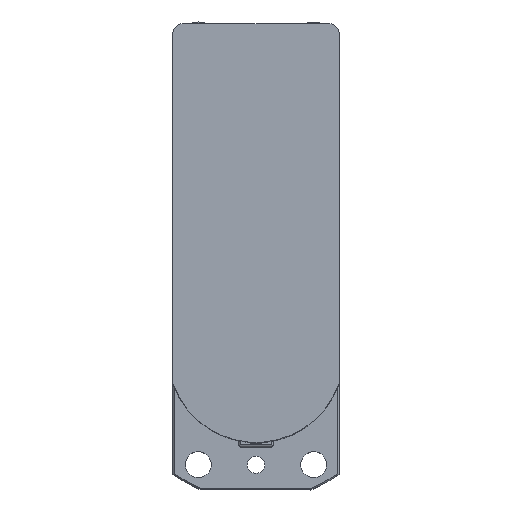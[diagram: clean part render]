
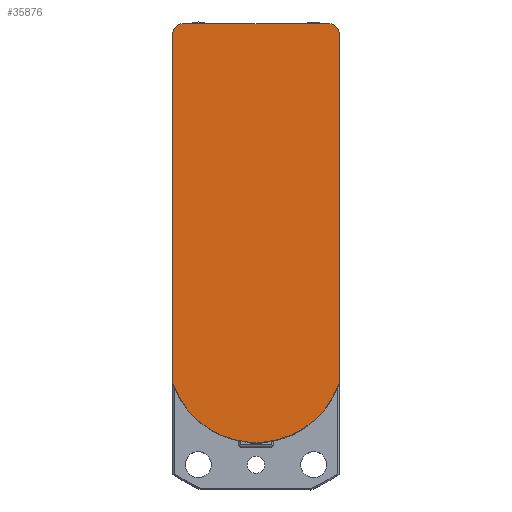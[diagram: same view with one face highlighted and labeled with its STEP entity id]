
A CAD part, top view. The second image highlights one B-rep face of the part: STEP entity #35876.
In plain terms, the highlighted planar face has unit normal (0, 0, 1).
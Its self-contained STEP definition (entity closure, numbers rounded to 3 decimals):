
#3590=LINE('',#61890,#6357);
#3591=LINE('',#61894,#6358);
#3592=LINE('',#61898,#6359);
#6357=VECTOR('',#48280,10.);
#6358=VECTOR('',#48283,10.);
#6359=VECTOR('',#48286,10.);
#8812=FACE_OUTER_BOUND('',#10887,.T.);
#10887=EDGE_LOOP('',(#29839,#29840,#29841,#29842,#29843,#29844));
#12627=CIRCLE('',#39202,61.);
#12628=CIRCLE('',#39203,6.6);
#12629=CIRCLE('',#39204,6.6);
#15774=VERTEX_POINT('',#61888);
#15775=VERTEX_POINT('',#61889);
#15776=VERTEX_POINT('',#61891);
#15777=VERTEX_POINT('',#61893);
#15778=VERTEX_POINT('',#61895);
#15779=VERTEX_POINT('',#61897);
#20574=EDGE_CURVE('',#15774,#15775,#3590,.T.);
#20575=EDGE_CURVE('',#15775,#15776,#12627,.T.);
#20576=EDGE_CURVE('',#15776,#15777,#3591,.T.);
#20577=EDGE_CURVE('',#15777,#15778,#12628,.T.);
#20578=EDGE_CURVE('',#15778,#15779,#3592,.T.);
#20579=EDGE_CURVE('',#15779,#15774,#12629,.T.);
#29839=ORIENTED_EDGE('',*,*,#20574,.T.);
#29840=ORIENTED_EDGE('',*,*,#20575,.T.);
#29841=ORIENTED_EDGE('',*,*,#20576,.T.);
#29842=ORIENTED_EDGE('',*,*,#20577,.T.);
#29843=ORIENTED_EDGE('',*,*,#20578,.T.);
#29844=ORIENTED_EDGE('',*,*,#20579,.T.);
#32355=PLANE('',#39201);
#35876=ADVANCED_FACE('',(#8812),#32355,.T.);
#39201=AXIS2_PLACEMENT_3D('',#61887,#48278,#48279);
#39202=AXIS2_PLACEMENT_3D('',#61892,#48281,#48282);
#39203=AXIS2_PLACEMENT_3D('',#61896,#48284,#48285);
#39204=AXIS2_PLACEMENT_3D('',#61899,#48287,#48288);
#48278=DIRECTION('center_axis',(0.,0.,
1.));
#48279=DIRECTION('ref_axis',(0.,-1.,0.));
#48280=DIRECTION('',(0.,-1.,0.));
#48281=DIRECTION('center_axis',(0.,0.,
1.));
#48282=DIRECTION('ref_axis',(-0.943,-0.334,0.));
#48283=DIRECTION('',(0.,1.,0.));
#48284=DIRECTION('center_axis',(0.,0.,
1.));
#48285=DIRECTION('ref_axis',(1.,0.,0.));
#48286=DIRECTION('',(-1.,0.,0.));
#48287=DIRECTION('center_axis',(0.,0.,
1.));
#48288=DIRECTION('ref_axis',(0.,1.,0.));
#61887=CARTESIAN_POINT('Origin',(0.,98.708,732.));
#61888=CARTESIAN_POINT('',(-57.5,222.4,732.));
#61889=CARTESIAN_POINT('',(-57.5,-20.365,732.));
#61890=CARTESIAN_POINT('',(-57.5,222.4,732.));
#61891=CARTESIAN_POINT('',(57.5,-20.365,732.));
#61892=CARTESIAN_POINT('Origin',(0.,0.,
732.));
#61893=CARTESIAN_POINT('',(57.5,222.4,732.));
#61894=CARTESIAN_POINT('',(57.5,-20.365,732.));
#61895=CARTESIAN_POINT('',(50.9,229.,732.));
#61896=CARTESIAN_POINT('Origin',(50.9,222.4,732.));
#61897=CARTESIAN_POINT('',(-50.9,229.,732.));
#61898=CARTESIAN_POINT('',(50.9,229.,732.));
#61899=CARTESIAN_POINT('Origin',(-50.9,222.4,732.));
